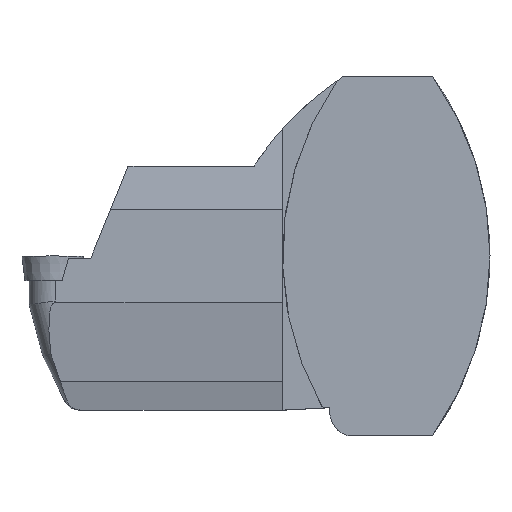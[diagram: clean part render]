
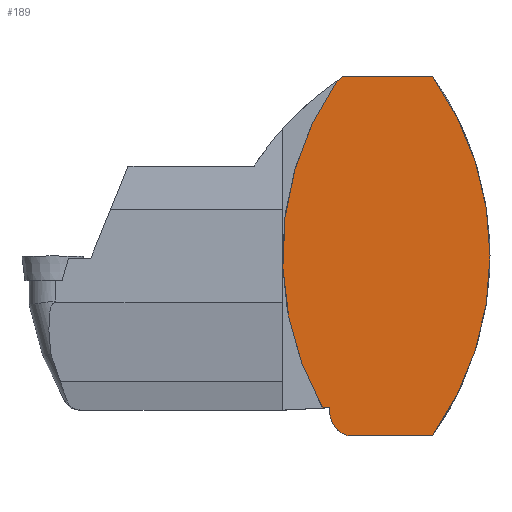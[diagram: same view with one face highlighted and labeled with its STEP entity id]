
A CAD part, top view. The second image highlights one B-rep face of the part: STEP entity #189.
In plain terms, the highlighted planar face has unit normal (0, 0, 1).
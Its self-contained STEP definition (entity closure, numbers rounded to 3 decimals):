
#151=PLANE('',#917);
#189=ADVANCED_FACE('',(#241),#151,.T.);
#241=FACE_OUTER_BOUND('',#272,.T.);
#272=EDGE_LOOP('',(#492,#493,#494,#495,#496,#497,#498));
#317=CIRCLE('',#872,60.25);
#319=CIRCLE('',#876,60.25);
#320=CIRCLE('',#881,60.5);
#322=CIRCLE('',#887,5.);
#492=ORIENTED_EDGE('',*,*,#628,.T.);
#493=ORIENTED_EDGE('',*,*,#636,.T.);
#494=ORIENTED_EDGE('',*,*,#625,.F.);
#495=ORIENTED_EDGE('',*,*,#672,.F.);
#496=ORIENTED_EDGE('',*,*,#643,.F.);
#497=ORIENTED_EDGE('',*,*,#620,.F.);
#498=ORIENTED_EDGE('',*,*,#632,.T.);
#549=VERTEX_POINT('',#1237);
#551=VERTEX_POINT('',#1240);
#555=VERTEX_POINT('',#1249);
#556=VERTEX_POINT('',#1251);
#558=VERTEX_POINT('',#1257);
#559=VERTEX_POINT('',#1258);
#569=VERTEX_POINT('',#1286);
#620=EDGE_CURVE('',#549,#551,#713,.T.);
#625=EDGE_CURVE('',#555,#556,#317,.T.);
#628=EDGE_CURVE('',#558,#559,#718,.T.);
#632=EDGE_CURVE('',#549,#558,#319,.T.);
#636=EDGE_CURVE('',#559,#556,#320,.T.);
#643=EDGE_CURVE('',#551,#569,#322,.T.);
#672=EDGE_CURVE('',#569,#555,#746,.T.);
#713=LINE('',#1239,#767);
#718=LINE('',#1256,#772);
#746=LINE('',#1338,#800);
#767=VECTOR('',#985,1.);
#772=VECTOR('',#1000,1.);
#800=VECTOR('',#1086,1.);
#872=AXIS2_PLACEMENT_3D('',#1250,#993,#994);
#876=AXIS2_PLACEMENT_3D('',#1265,#1006,#1007);
#881=AXIS2_PLACEMENT_3D('',#1272,#1016,#1017);
#887=AXIS2_PLACEMENT_3D('',#1285,#1030,#1031);
#917=AXIS2_PLACEMENT_3D('',#1400,#1116,#1117);
#985=DIRECTION('',(-1.,0.,0.));
#993=DIRECTION('',(0.,0.,-1.));
#994=DIRECTION('',(-1.,0.,0.));
#1000=DIRECTION('',(-1.,0.,0.));
#1006=DIRECTION('',(0.,0.,1.));
#1007=DIRECTION('',(-1.,0.,0.));
#1016=DIRECTION('',(0.,0.,1.));
#1017=DIRECTION('',(-1.,0.,0.));
#1030=DIRECTION('',(0.,0.,-1.));
#1031=DIRECTION('',(-1.,0.,0.));
#1086=DIRECTION('',(-0.999,-0.052,0.));
#1116=DIRECTION('',(0.,0.,1.));
#1117=DIRECTION('',(-1.,0.,0.));
#1237=CARTESIAN_POINT('',(8.891,-35.,0.));
#1239=CARTESIAN_POINT('',(-64.5,-35.,0.));
#1240=CARTESIAN_POINT('',(-7.5,-35.,0.));
#1249=CARTESIAN_POINT('',(-12.481,-29.594,0.));
#1250=CARTESIAN_POINT('',(40.,0.,0.));
#1251=CARTESIAN_POINT('',(-9.719,34.031,0.));
#1256=CARTESIAN_POINT('',(-64.5,35.,0.));
#1257=CARTESIAN_POINT('',(8.891,35.,0.));
#1258=CARTESIAN_POINT('',(-8.28,35.,0.));
#1265=CARTESIAN_POINT('',(-40.15,0.,0.));
#1272=CARTESIAN_POINT('',(24.795,-15.659,0.));
#1285=CARTESIAN_POINT('',(-6.1,-30.2,0.));
#1286=CARTESIAN_POINT('',(-11.053,-29.519,0.));
#1338=CARTESIAN_POINT('',(-15.594,-29.757,0.));
#1400=CARTESIAN_POINT('',(0.,0.,0.));
